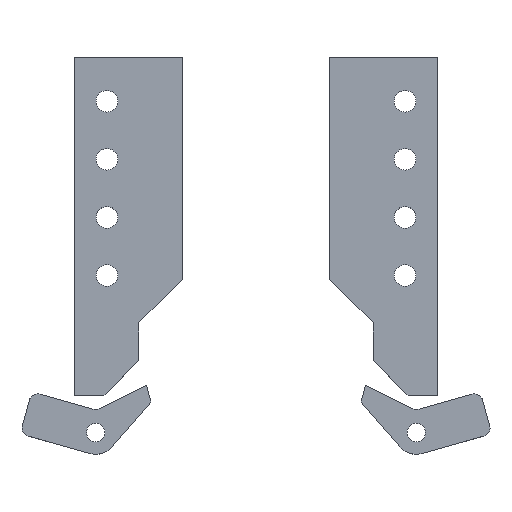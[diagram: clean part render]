
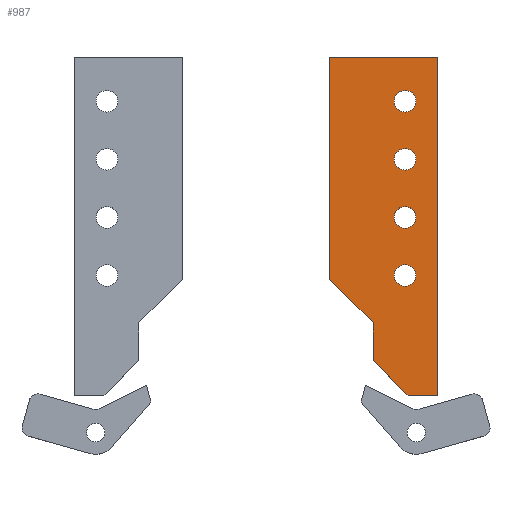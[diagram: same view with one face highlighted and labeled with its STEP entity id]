
A CAD part, top view. The second image highlights one B-rep face of the part: STEP entity #987.
In plain terms, the highlighted planar face has unit normal (0, 0, 1).
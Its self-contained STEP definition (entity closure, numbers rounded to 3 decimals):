
#16 = ORIENTED_EDGE ( 'NONE', *, *, #850, .F. ) ;
#30 = DIRECTION ( 'NONE',  ( 0., 0., 1. ) ) ;
#71 = CARTESIAN_POINT ( 'NONE',  ( 54.925, -3.679, 4.2 ) ) ;
#84 = CARTESIAN_POINT ( 'NONE',  ( 51.2, -23.679, 4.2 ) ) ;
#199 = CIRCLE ( 'NONE', #1768, 3.725 ) ;
#205 = AXIS2_PLACEMENT_3D ( 'NONE', #2851, #1996, #952 ) ;
#208 = CARTESIAN_POINT ( 'NONE',  ( 62.2, 0., 4.2 ) ) ;
#221 = VECTOR ( 'NONE', #1735, 1000. ) ;
#252 = VERTEX_POINT ( 'NONE', #71 ) ;
#258 = VECTOR ( 'NONE', #1586, 1000. ) ;
#294 = EDGE_CURVE ( 'NONE', #655, #3256, #1621, .T. ) ;
#335 = EDGE_CURVE ( 'NONE', #903, #2113, #3337, .T. ) ;
#359 = FACE_BOUND ( 'NONE', #3425, .T. ) ;
#380 = CIRCLE ( 'NONE', #2149, 3.725 ) ;
#418 = DIRECTION ( 'NONE',  ( 1., 0., 0. ) ) ;
#422 = CARTESIAN_POINT ( 'NONE',  ( 54.925, 16.321, 4.2 ) ) ;
#440 = LINE ( 'NONE', #208, #3330 ) ;
#451 = ORIENTED_EDGE ( 'NONE', *, *, #335, .F. ) ;
#532 = CARTESIAN_POINT ( 'NONE',  ( -9.9, -9.9, 4.2 ) ) ;
#603 = CIRCLE ( 'NONE', #1367, 3.725 ) ;
#621 = CARTESIAN_POINT ( 'NONE',  ( 40.2, -73., 4.2 ) ) ;
#629 = VERTEX_POINT ( 'NONE', #1293 ) ;
#650 = DIRECTION ( 'NONE',  ( 1., 0., 0. ) ) ;
#655 = VERTEX_POINT ( 'NONE', #3172 ) ;
#669 = CARTESIAN_POINT ( 'NONE',  ( 51.2, 16.321, 4.2 ) ) ;
#705 = CARTESIAN_POINT ( 'NONE',  ( 40.2, 0., 4.2 ) ) ;
#715 = AXIS2_PLACEMENT_3D ( 'NONE', #1617, #2980, #1853 ) ;
#726 = LINE ( 'NONE', #3407, #1423 ) ;
#761 = CIRCLE ( 'NONE', #205, 3.725 ) ;
#810 = ORIENTED_EDGE ( 'NONE', *, *, #2280, .F. ) ;
#817 = VECTOR ( 'NONE', #3103, 1000. ) ;
#820 = DIRECTION ( 'NONE',  ( 1., 0., 0. ) ) ;
#839 = DIRECTION ( 'NONE',  ( 1., 0., 0. ) ) ;
#844 = VERTEX_POINT ( 'NONE', #2101 ) ;
#850 = EDGE_CURVE ( 'NONE', #2673, #252, #2951, .T. ) ;
#896 = CARTESIAN_POINT ( 'NONE',  ( 0., 31.321, 4.2 ) ) ;
#903 = VERTEX_POINT ( 'NONE', #1072 ) ;
#930 = ORIENTED_EDGE ( 'NONE', *, *, #2864, .F. ) ;
#952 = DIRECTION ( 'NONE',  ( 1., 0., 0. ) ) ;
#954 = DIRECTION ( 'NONE',  ( 0., 0., 1. ) ) ;
#956 = PLANE ( 'NONE',  #991 ) ;
#964 = ORIENTED_EDGE ( 'NONE', *, *, #970, .T. ) ;
#970 = EDGE_CURVE ( 'NONE', #844, #2956, #1200, .T. ) ;
#987 = ADVANCED_FACE ( 'NONE', ( #2221, #359, #1219, #3293, #2284 ), #956, .T. ) ;
#991 = AXIS2_PLACEMENT_3D ( 'NONE', #1465, #2499, #1182 ) ;
#993 = ORIENTED_EDGE ( 'NONE', *, *, #1987, .F. ) ;
#1040 = AXIS2_PLACEMENT_3D ( 'NONE', #84, #1672, #1470 ) ;
#1069 = EDGE_LOOP ( 'NONE', ( #1894, #2570, #3087, #1943, #964, #1546, #3166 ) ) ;
#1072 = CARTESIAN_POINT ( 'NONE',  ( 54.925, -23.679, 4.2 ) ) ;
#1170 = DIRECTION ( 'NONE',  ( 1., 0., 0. ) ) ;
#1182 = DIRECTION ( 'NONE',  ( 1., 0., 0. ) ) ;
#1184 = ORIENTED_EDGE ( 'NONE', *, *, #2240, .F. ) ;
#1190 = DIRECTION ( 'NONE',  ( 0., 0., 1. ) ) ;
#1200 = LINE ( 'NONE', #1452, #221 ) ;
#1209 = DIRECTION ( 'NONE',  ( 1., 0., 0. ) ) ;
#1219 = FACE_BOUND ( 'NONE', #2016, .T. ) ;
#1285 = CARTESIAN_POINT ( 'NONE',  ( 25.2, -45., 4.2 ) ) ;
#1293 = CARTESIAN_POINT ( 'NONE',  ( 47.475, -43.679, 4.2 ) ) ;
#1301 = VERTEX_POINT ( 'NONE', #621 ) ;
#1323 = VECTOR ( 'NONE', #820, 1000. ) ;
#1335 = CIRCLE ( 'NONE', #1729, 3.725 ) ;
#1367 = AXIS2_PLACEMENT_3D ( 'NONE', #1471, #2535, #1209 ) ;
#1402 = CARTESIAN_POINT ( 'NONE',  ( 54.925, -43.679, 4.2 ) ) ;
#1423 = VECTOR ( 'NONE', #2930, 1000. ) ;
#1439 = CARTESIAN_POINT ( 'NONE',  ( 47.475, 16.321, 4.2 ) ) ;
#1452 = CARTESIAN_POINT ( 'NONE',  ( 25.2, 0., 4.2 ) ) ;
#1465 = CARTESIAN_POINT ( 'NONE',  ( 0., 0., 4.2 ) ) ;
#1470 = DIRECTION ( 'NONE',  ( 1., 0., 0. ) ) ;
#1471 = CARTESIAN_POINT ( 'NONE',  ( 51.2, -43.679, 4.2 ) ) ;
#1487 = EDGE_CURVE ( 'NONE', #1736, #844, #3289, .T. ) ;
#1507 = VERTEX_POINT ( 'NONE', #2747 ) ;
#1546 = ORIENTED_EDGE ( 'NONE', *, *, #2060, .T. ) ;
#1586 = DIRECTION ( 'NONE',  ( 0.707, -0.707, 0. ) ) ;
#1617 = CARTESIAN_POINT ( 'NONE',  ( 51.2, -3.679, 4.2 ) ) ;
#1621 = LINE ( 'NONE', #2383, #1323 ) ;
#1653 = CIRCLE ( 'NONE', #2877, 3.725 ) ;
#1672 = DIRECTION ( 'NONE',  ( 0., 0., 1. ) ) ;
#1675 = EDGE_CURVE ( 'NONE', #629, #3064, #1335, .T. ) ;
#1728 = DIRECTION ( 'NONE',  ( -1., 0., 0. ) ) ;
#1729 = AXIS2_PLACEMENT_3D ( 'NONE', #2970, #30, #839 ) ;
#1735 = DIRECTION ( 'NONE',  ( 0., -1., 0. ) ) ;
#1736 = VERTEX_POINT ( 'NONE', #2142 ) ;
#1746 = CARTESIAN_POINT ( 'NONE',  ( 51.2, -3.679, 4.2 ) ) ;
#1758 = CARTESIAN_POINT ( 'NONE',  ( 51.2, 16.321, 4.2 ) ) ;
#1768 = AXIS2_PLACEMENT_3D ( 'NONE', #669, #954, #1170 ) ;
#1813 = DIRECTION ( 'NONE',  ( 0., 1., 0. ) ) ;
#1853 = DIRECTION ( 'NONE',  ( 1., 0., 0. ) ) ;
#1894 = ORIENTED_EDGE ( 'NONE', *, *, #2028, .F. ) ;
#1923 = EDGE_LOOP ( 'NONE', ( #1184, #3325 ) ) ;
#1943 = ORIENTED_EDGE ( 'NONE', *, *, #1487, .T. ) ;
#1964 = EDGE_CURVE ( 'NONE', #1301, #1507, #3384, .T. ) ;
#1987 = EDGE_CURVE ( 'NONE', #3064, #629, #603, .T. ) ;
#1996 = DIRECTION ( 'NONE',  ( 0., 0., 1. ) ) ;
#2016 = EDGE_LOOP ( 'NONE', ( #451, #810 ) ) ;
#2028 = EDGE_CURVE ( 'NONE', #655, #1301, #726, .T. ) ;
#2060 = EDGE_CURVE ( 'NONE', #2956, #1507, #2914, .T. ) ;
#2101 = CARTESIAN_POINT ( 'NONE',  ( 25.2, 31.321, 4.2 ) ) ;
#2113 = VERTEX_POINT ( 'NONE', #2734 ) ;
#2142 = CARTESIAN_POINT ( 'NONE',  ( 62.2, 31.321, 4.2 ) ) ;
#2149 = AXIS2_PLACEMENT_3D ( 'NONE', #1746, #3039, #650 ) ;
#2221 = FACE_OUTER_BOUND ( 'NONE', #1069, .T. ) ;
#2240 = EDGE_CURVE ( 'NONE', #2772, #3096, #1653, .T. ) ;
#2243 = CARTESIAN_POINT ( 'NONE',  ( 47.475, -3.679, 4.2 ) ) ;
#2254 = CARTESIAN_POINT ( 'NONE',  ( 62.2, -85., 4.2 ) ) ;
#2280 = EDGE_CURVE ( 'NONE', #2113, #903, #761, .T. ) ;
#2284 = FACE_BOUND ( 'NONE', #1923, .T. ) ;
#2359 = EDGE_CURVE ( 'NONE', #3256, #1736, #440, .T. ) ;
#2383 = CARTESIAN_POINT ( 'NONE',  ( 0., -85., 4.2 ) ) ;
#2499 = DIRECTION ( 'NONE',  ( 0., 0., 1. ) ) ;
#2535 = DIRECTION ( 'NONE',  ( 0., 0., 1. ) ) ;
#2570 = ORIENTED_EDGE ( 'NONE', *, *, #294, .T. ) ;
#2626 = ORIENTED_EDGE ( 'NONE', *, *, #1675, .F. ) ;
#2673 = VERTEX_POINT ( 'NONE', #2243 ) ;
#2734 = CARTESIAN_POINT ( 'NONE',  ( 47.475, -23.679, 4.2 ) ) ;
#2747 = CARTESIAN_POINT ( 'NONE',  ( 40.2, -60., 4.2 ) ) ;
#2772 = VERTEX_POINT ( 'NONE', #422 ) ;
#2831 = VECTOR ( 'NONE', #1728, 1000. ) ;
#2839 = EDGE_CURVE ( 'NONE', #3096, #2772, #199, .T. ) ;
#2851 = CARTESIAN_POINT ( 'NONE',  ( 51.2, -23.679, 4.2 ) ) ;
#2864 = EDGE_CURVE ( 'NONE', #252, #2673, #380, .T. ) ;
#2869 = EDGE_LOOP ( 'NONE', ( #993, #2626 ) ) ;
#2877 = AXIS2_PLACEMENT_3D ( 'NONE', #1758, #1190, #418 ) ;
#2914 = LINE ( 'NONE', #532, #258 ) ;
#2930 = DIRECTION ( 'NONE',  ( -0.707, 0.707, 0. ) ) ;
#2951 = CIRCLE ( 'NONE', #715, 3.725 ) ;
#2956 = VERTEX_POINT ( 'NONE', #1285 ) ;
#2970 = CARTESIAN_POINT ( 'NONE',  ( 51.2, -43.679, 4.2 ) ) ;
#2980 = DIRECTION ( 'NONE',  ( 0., 0., 1. ) ) ;
#3039 = DIRECTION ( 'NONE',  ( 0., 0., 1. ) ) ;
#3064 = VERTEX_POINT ( 'NONE', #1402 ) ;
#3087 = ORIENTED_EDGE ( 'NONE', *, *, #2359, .T. ) ;
#3096 = VERTEX_POINT ( 'NONE', #1439 ) ;
#3103 = DIRECTION ( 'NONE',  ( 0., 1., 0. ) ) ;
#3166 = ORIENTED_EDGE ( 'NONE', *, *, #1964, .F. ) ;
#3172 = CARTESIAN_POINT ( 'NONE',  ( 52.2, -85., 4.2 ) ) ;
#3256 = VERTEX_POINT ( 'NONE', #2254 ) ;
#3289 = LINE ( 'NONE', #896, #2831 ) ;
#3293 = FACE_BOUND ( 'NONE', #2869, .T. ) ;
#3325 = ORIENTED_EDGE ( 'NONE', *, *, #2839, .F. ) ;
#3330 = VECTOR ( 'NONE', #1813, 1000. ) ;
#3337 = CIRCLE ( 'NONE', #1040, 3.725 ) ;
#3384 = LINE ( 'NONE', #705, #817 ) ;
#3407 = CARTESIAN_POINT ( 'NONE',  ( 52.2, -85., 4.2 ) ) ;
#3425 = EDGE_LOOP ( 'NONE', ( #930, #16 ) ) ;
